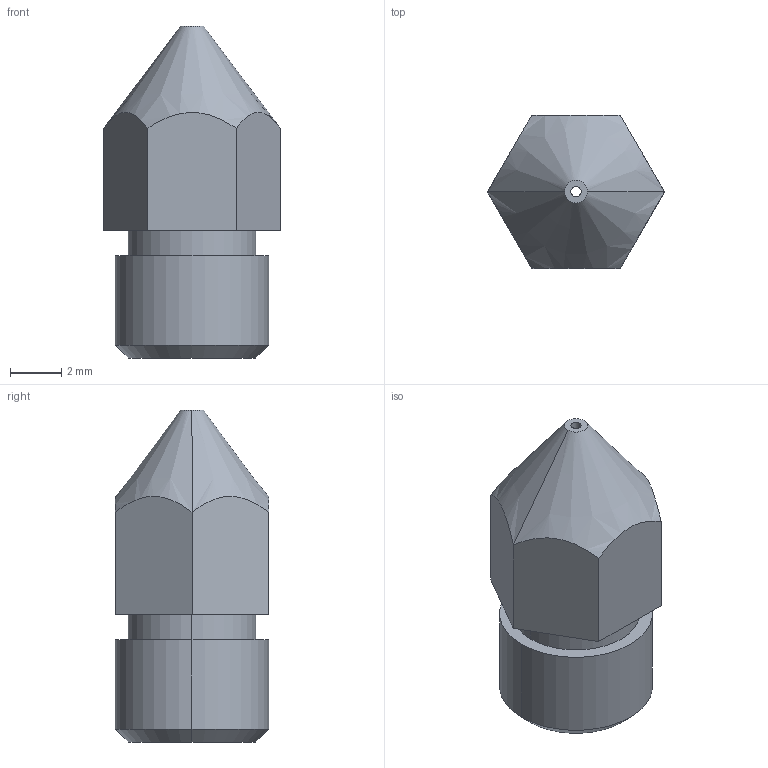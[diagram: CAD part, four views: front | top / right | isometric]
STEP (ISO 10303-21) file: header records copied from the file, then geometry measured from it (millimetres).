
FILE_DESCRIPTION (( 'STEP AP214' ), '1' );
FILE_NAME ('nozzle.step', '2018-06-21T12:59:35', ( 'User' ), ( 'china' ), 'SwSTEP 2.0', 'SolidWorks 2016', '' );
FILE_SCHEMA (( 'AUTOMOTIVE_DESIGN' ));
Length unit declared in the file: millimetre
Products named in the file (1): nozzle
Bounding box: 6.93 x 6 x 13 mm (x, y, z)
Volume: 273.4 mm3; surface area: 348.8 mm2
Topology: 1 solids, 1 shells, 26 faces, 56 edges, 34 vertices
Faces by surface type: plane 10, cone 8, cylinder 8
Entity records: 824 total; most frequent: CARTESIAN_POINT 191, DIRECTION 126, ORIENTED_EDGE 112, EDGE_CURVE 56, AXIS2_PLACEMENT_3D 49, VERTEX_POINT 34, EDGE_LOOP 30, LINE 28
